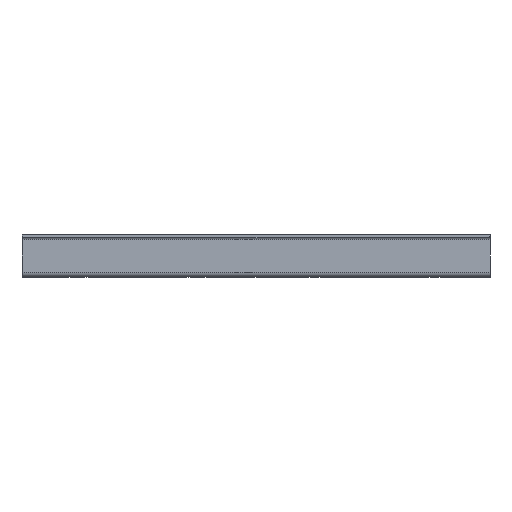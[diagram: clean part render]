
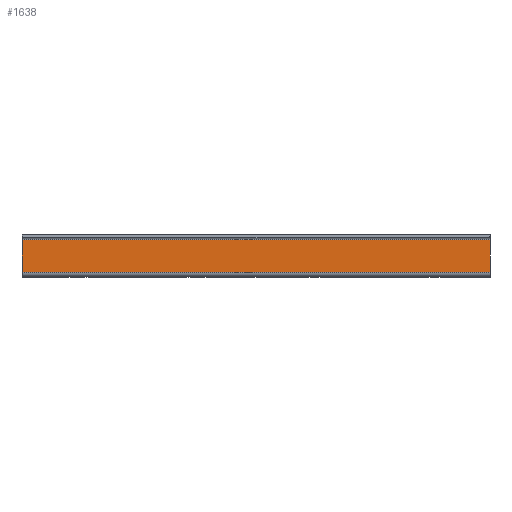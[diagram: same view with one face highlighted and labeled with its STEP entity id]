
A CAD part, front view. The second image highlights one B-rep face of the part: STEP entity #1638.
In plain terms, the highlighted planar face has unit normal (0, -1, 0).
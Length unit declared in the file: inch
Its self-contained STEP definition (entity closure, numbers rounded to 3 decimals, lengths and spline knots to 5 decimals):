
#43 = CARTESIAN_POINT ( 'NONE',  ( 5.925, -12.024, 0.051 ) ) ;
#74 = DIRECTION ( 'NONE',  ( 1., 0., 0. ) ) ;
#117 = PLANE ( 'NONE',  #2168 ) ;
#172 = VERTEX_POINT ( 'NONE', #2114 ) ;
#303 = CARTESIAN_POINT ( 'NONE',  ( 5.925, -12.024, 0.5245 ) ) ;
#362 = FACE_OUTER_BOUND ( 'NONE', #2289, .T. ) ;
#363 = CARTESIAN_POINT ( 'NONE',  ( 5.925, -12.024, 0.872 ) ) ;
#544 = VERTEX_POINT ( 'NONE', #363 ) ;
#557 = CARTESIAN_POINT ( 'NONE',  ( -5.925, -12.024, 0.5245 ) ) ;
#660 = VECTOR ( 'NONE', #1961, 39.37008 ) ;
#734 = EDGE_CURVE ( 'NONE', #544, #1487, #1362, .T. ) ;
#767 = LINE ( 'NONE', #557, #660 ) ;
#801 = VERTEX_POINT ( 'NONE', #1535 ) ;
#836 = ORIENTED_EDGE ( 'NONE', *, *, #2299, .T. ) ;
#876 = ORIENTED_EDGE ( 'NONE', *, *, #2189, .T. ) ;
#932 = CARTESIAN_POINT ( 'NONE',  ( 5.925, -12.024, 0.051 ) ) ;
#1067 = CARTESIAN_POINT ( 'NONE',  ( -5.925, -12.024, 0.872 ) ) ;
#1079 = LINE ( 'NONE', #1867, #1759 ) ;
#1142 = DIRECTION ( 'NONE',  ( 0., 0., -1. ) ) ;
#1271 = LINE ( 'NONE', #1067, #1926 ) ;
#1362 = LINE ( 'NONE', #303, #1719 ) ;
#1487 = VERTEX_POINT ( 'NONE', #43 ) ;
#1535 = CARTESIAN_POINT ( 'NONE',  ( -5.925, -12.024, 0.872 ) ) ;
#1638 = ADVANCED_FACE ( 'NONE', ( #362 ), #117, .T. ) ;
#1719 = VECTOR ( 'NONE', #1142, 39.37008 ) ;
#1747 = DIRECTION ( 'NONE',  ( 0., -1., 0. ) ) ;
#1759 = VECTOR ( 'NONE', #74, 39.37008 ) ;
#1867 = CARTESIAN_POINT ( 'NONE',  ( 5.925, -12.024, 0.051 ) ) ;
#1877 = DIRECTION ( 'NONE',  ( -1., 0., 0. ) ) ;
#1903 = ORIENTED_EDGE ( 'NONE', *, *, #734, .F. ) ;
#1926 = VECTOR ( 'NONE', #1877, 39.37008 ) ;
#1961 = DIRECTION ( 'NONE',  ( 0., 0., -1. ) ) ;
#2114 = CARTESIAN_POINT ( 'NONE',  ( -5.925, -12.024, 0.051 ) ) ;
#2168 = AXIS2_PLACEMENT_3D ( 'NONE', #932, #1747, #2370 ) ;
#2171 = ORIENTED_EDGE ( 'NONE', *, *, #2234, .T. ) ;
#2189 = EDGE_CURVE ( 'NONE', #172, #1487, #1079, .T. ) ;
#2234 = EDGE_CURVE ( 'NONE', #544, #801, #1271, .T. ) ;
#2289 = EDGE_LOOP ( 'NONE', ( #1903, #2171, #836, #876 ) ) ;
#2299 = EDGE_CURVE ( 'NONE', #801, #172, #767, .T. ) ;
#2370 = DIRECTION ( 'NONE',  ( 0., 0., 1. ) ) ;
